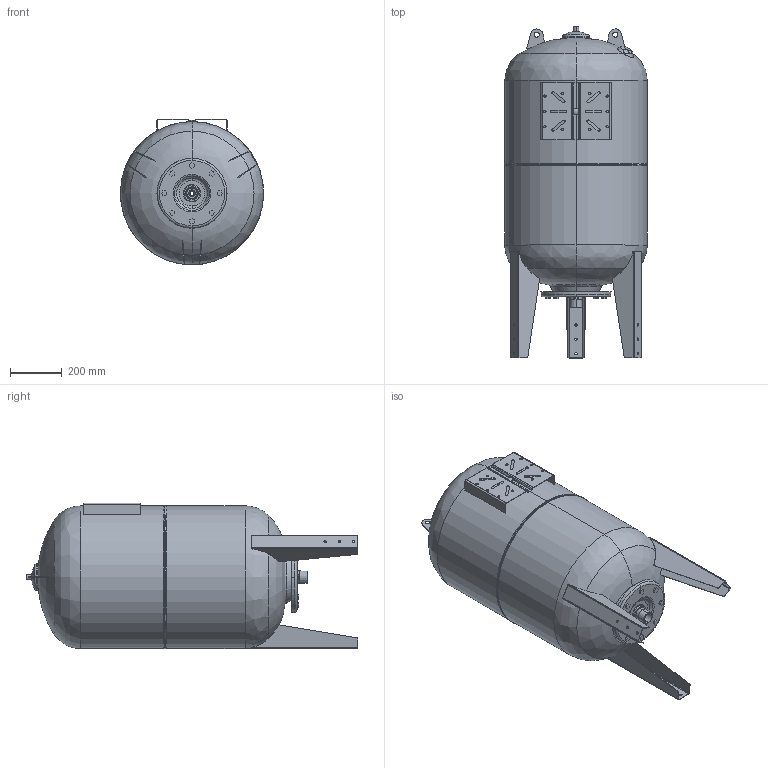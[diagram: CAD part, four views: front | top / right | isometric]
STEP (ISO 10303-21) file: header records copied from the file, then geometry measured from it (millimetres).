
FILE_DESCRIPTION (( 'STEP AP203' ), '1' );
FILE_NAME ('FX-200V.STEP', '2023-02-01T16:01:53', ( '' ), ( '' ), 'SwSTEP 2.0', 'SolidWorks 2022', '' );
FILE_SCHEMA (( 'CONFIG_CONTROL_DESIGN' ));
Length unit declared in the file: inch
Products named in the file (1): FX-200V
Bounding box: 552.78 x 1280 x 562.19 mm (x, y, z)
Surface area: 2529106.7 mm2 (no closed solid volume)
Topology: 0 solids, 27 shells, 216 faces, 781 edges, 568 vertices
Faces by surface type: plane 121, cylinder 52, bspline 29, cone 12, torus 2
Entity records: 20735 total; most frequent: CARTESIAN_POINT 14471, ORIENTED_EDGE 1190, DIRECTION 1106, EDGE_CURVE 781, VERTEX_POINT 568, LINE 378, VECTOR 378, AXIS2_PLACEMENT_3D 364
